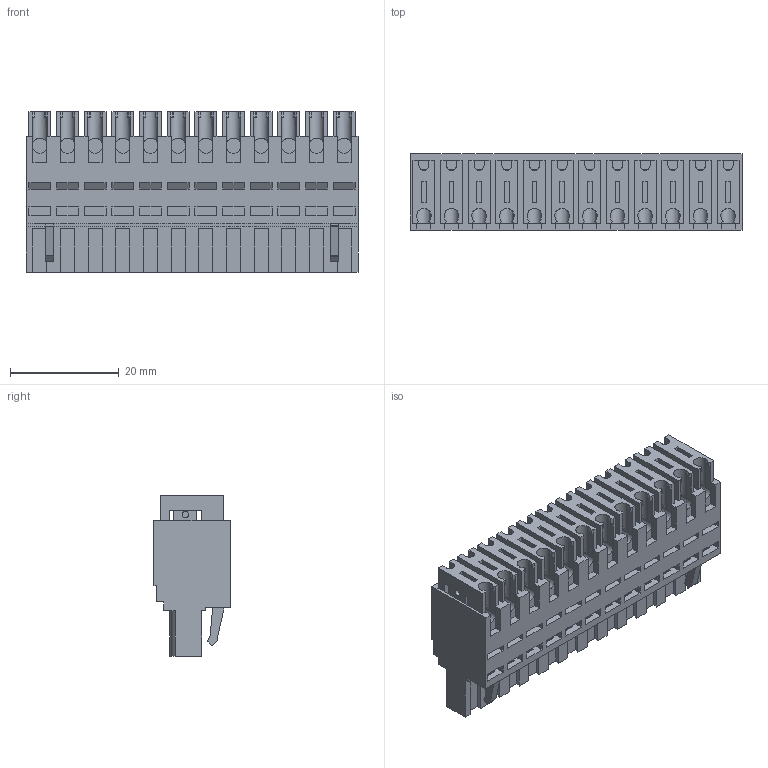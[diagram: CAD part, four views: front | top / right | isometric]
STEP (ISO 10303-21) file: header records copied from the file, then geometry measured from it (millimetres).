
FILE_DESCRIPTION( ( 'Unknown' ), '1' );
FILE_NAME( '691358710012.stp', 'Unknown', ( 'Unknown' ), ( 'Unknown' ), 'PSStep 18.0.17', 'Unknown', ' ' );
FILE_SCHEMA( ( 'AUTOMOTIVE_DESIGN { 1 0 10303 214 1 1 1 1 }' ) );
Length unit declared in the file: millimetre
Products named in the file (4): Assem1; 6913587100xx; 691(358710)(359740)0xx_Actuator; 691358710012
Assembly tree (25 placements, depth 2):
  Assem1
    6913587100xx  x12
    691(358710)(359740)0xx_Actuator  x12
    691358710012
Bounding box: 60.96 x 14 x 29.5 mm (x, y, z)
Volume: 10669.5 mm3; surface area: 27012.7 mm2
Topology: 13 solids, 25 shells, 3751 faces, 10732 edges, 7006 vertices
Faces by surface type: plane 2626, cylinder 1017, bspline 48, torus 48, cone 12
Full cylindrical faces by diameter (mm): 1.2 x12, 1.5 x12, 2.9 x12
Entity records: 46950 total; most frequent: CARTESIAN_POINT 7771, ORIENTED_EDGE 6450, DIRECTION 5804, EDGE_CURVE 3225, LINE 2910, VECTOR 2910, VERTEX_POINT 2154, AXIS2_PLACEMENT_3D 1447
